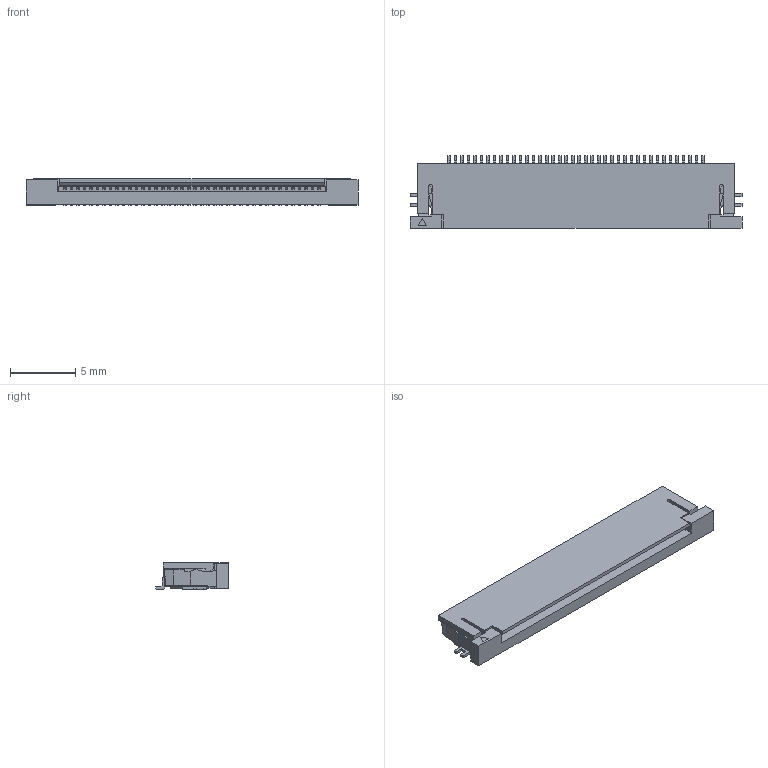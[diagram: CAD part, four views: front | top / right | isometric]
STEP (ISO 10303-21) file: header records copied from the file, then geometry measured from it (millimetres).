
FILE_DESCRIPTION(('STEP AP242'),'1');
FILE_NAME('0541044031.stp','2024-11-01T22:25:58',('TraceParts'),('TraceParts S.A.'),'Spatial InterOp 3D',' ',' ');
FILE_SCHEMA(('AP242_MANAGED_MODEL_BASED_3D_ENGINEERING_MIM_LF {1 0 10303 442 1 1 4}'));
Length unit declared in the file: millimetre
Products named in the file (1): 0541044031_1
Bounding box: 25.5 x 5.6 x 2.05 mm (x, y, z)
Surface area: 1378 mm2
Topology: 3 solids, 3 shells, 2202 faces, 6318 edges, 4192 vertices
Faces by surface type: plane 1996, cylinder 206
Entity records: 70867 total; most frequent: CARTESIAN_POINT 12715, ORIENTED_EDGE 12636, DIRECTION 11140, EDGE_CURVE 6318, LINE 5906, VECTOR 5906, VERTEX_POINT 4192, AXIS2_PLACEMENT_3D 2617
